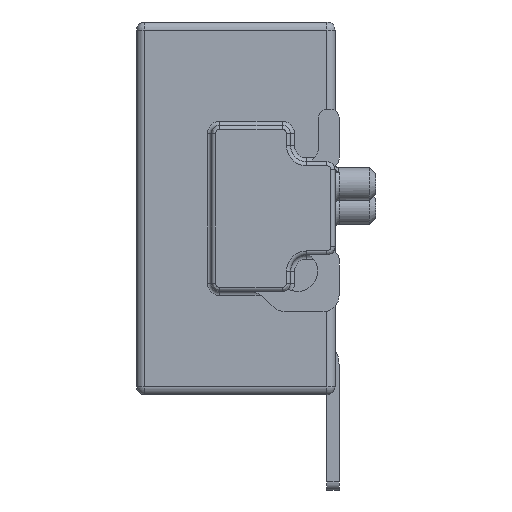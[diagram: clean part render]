
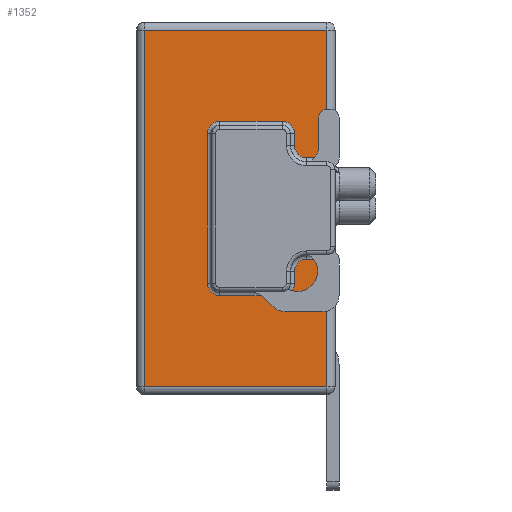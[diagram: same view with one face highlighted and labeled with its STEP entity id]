
A CAD part, left-side view. The second image highlights one B-rep face of the part: STEP entity #1352.
In plain terms, the highlighted planar face has unit normal (-1, 0, 0).
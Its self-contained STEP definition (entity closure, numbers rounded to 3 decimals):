
#966=FACE_OUTER_BOUND('',#2944,.T.);
#1352=ADVANCED_FACE('',(#966),#1716,.T.);
#1716=PLANE('',#7080);
#1966=LINE('',#10068,#2489);
#1967=LINE('',#10071,#2490);
#1968=LINE('',#10073,#2491);
#1969=LINE('',#10077,#2492);
#1970=LINE('',#10081,#2493);
#1971=LINE('',#10085,#2494);
#1972=LINE('',#10089,#2495);
#1973=LINE('',#10093,#2496);
#1974=LINE('',#10097,#2497);
#1975=LINE('',#10099,#2498);
#1976=LINE('',#10101,#2499);
#1977=LINE('',#10103,#2500);
#2489=VECTOR('',#7966,1.);
#2490=VECTOR('',#7967,1.);
#2491=VECTOR('',#7968,1.);
#2492=VECTOR('',#7971,1.);
#2493=VECTOR('',#7974,1.);
#2494=VECTOR('',#7977,1.);
#2495=VECTOR('',#7980,1.);
#2496=VECTOR('',#7983,1.);
#2497=VECTOR('',#7986,1.);
#2498=VECTOR('',#7987,1.);
#2499=VECTOR('',#7988,1.);
#2500=VECTOR('',#7989,1.);
#2944=EDGE_LOOP('',(#3511,#3512,#3513,#3514,#3515,#3516,#3517,#3518,#3519,
#3520,#3521,#3522,#3523,#3524,#3525,#3526,#3527,#3528));
#3511=ORIENTED_EDGE('',*,*,#5913,.T.);
#3512=ORIENTED_EDGE('',*,*,#5914,.T.);
#3513=ORIENTED_EDGE('',*,*,#5915,.T.);
#3514=ORIENTED_EDGE('',*,*,#5916,.T.);
#3515=ORIENTED_EDGE('',*,*,#5917,.T.);
#3516=ORIENTED_EDGE('',*,*,#5918,.T.);
#3517=ORIENTED_EDGE('',*,*,#5919,.T.);
#3518=ORIENTED_EDGE('',*,*,#5920,.T.);
#3519=ORIENTED_EDGE('',*,*,#5921,.T.);
#3520=ORIENTED_EDGE('',*,*,#5922,.T.);
#3521=ORIENTED_EDGE('',*,*,#5923,.T.);
#3522=ORIENTED_EDGE('',*,*,#5924,.T.);
#3523=ORIENTED_EDGE('',*,*,#5925,.T.);
#3524=ORIENTED_EDGE('',*,*,#5926,.T.);
#3525=ORIENTED_EDGE('',*,*,#5927,.T.);
#3526=ORIENTED_EDGE('',*,*,#5928,.T.);
#3527=ORIENTED_EDGE('',*,*,#5929,.T.);
#3528=ORIENTED_EDGE('',*,*,#5930,.T.);
#5327=VERTEX_POINT('',#10069);
#5328=VERTEX_POINT('',#10070);
#5329=VERTEX_POINT('',#10072);
#5330=VERTEX_POINT('',#10074);
#5331=VERTEX_POINT('',#10076);
#5332=VERTEX_POINT('',#10078);
#5333=VERTEX_POINT('',#10080);
#5334=VERTEX_POINT('',#10082);
#5335=VERTEX_POINT('',#10084);
#5336=VERTEX_POINT('',#10086);
#5337=VERTEX_POINT('',#10088);
#5338=VERTEX_POINT('',#10090);
#5339=VERTEX_POINT('',#10092);
#5340=VERTEX_POINT('',#10094);
#5341=VERTEX_POINT('',#10096);
#5342=VERTEX_POINT('',#10098);
#5343=VERTEX_POINT('',#10100);
#5344=VERTEX_POINT('',#10102);
#5913=EDGE_CURVE('',#5327,#5328,#1966,.T.);
#5914=EDGE_CURVE('',#5328,#5329,#1967,.T.);
#5915=EDGE_CURVE('',#5329,#5330,#1968,.T.);
#5916=EDGE_CURVE('',#5330,#5331,#6714,.T.);
#5917=EDGE_CURVE('',#5331,#5332,#1969,.T.);
#5918=EDGE_CURVE('',#5332,#5333,#6715,.T.);
#5919=EDGE_CURVE('',#5333,#5334,#1970,.T.);
#5920=EDGE_CURVE('',#5334,#5335,#6716,.T.);
#5921=EDGE_CURVE('',#5335,#5336,#1971,.T.);
#5922=EDGE_CURVE('',#5336,#5337,#6717,.T.);
#5923=EDGE_CURVE('',#5337,#5338,#1972,.T.);
#5924=EDGE_CURVE('',#5338,#5339,#6718,.T.);
#5925=EDGE_CURVE('',#5339,#5340,#1973,.T.);
#5926=EDGE_CURVE('',#5340,#5341,#6719,.T.);
#5927=EDGE_CURVE('',#5341,#5342,#1974,.T.);
#5928=EDGE_CURVE('',#5342,#5343,#1975,.T.);
#5929=EDGE_CURVE('',#5343,#5344,#1976,.T.);
#5930=EDGE_CURVE('',#5344,#5327,#1977,.T.);
#6714=CIRCLE('',#7074,0.3);
#6715=CIRCLE('',#7075,0.3);
#6716=CIRCLE('',#7076,0.3);
#6717=CIRCLE('',#7077,0.3);
#6718=CIRCLE('',#7078,0.3);
#6719=CIRCLE('',#7079,0.3);
#7074=AXIS2_PLACEMENT_3D('',#10075,#7969,#7970);
#7075=AXIS2_PLACEMENT_3D('',#10079,#7972,#7973);
#7076=AXIS2_PLACEMENT_3D('',#10083,#7975,#7976);
#7077=AXIS2_PLACEMENT_3D('',#10087,#7978,#7979);
#7078=AXIS2_PLACEMENT_3D('',#10091,#7981,#7982);
#7079=AXIS2_PLACEMENT_3D('',#10095,#7984,#7985);
#7080=AXIS2_PLACEMENT_3D('',#10104,#7990,#7991);
#7966=DIRECTION('',(0.,-1.,0.));
#7967=DIRECTION('',(0.,0.,1.));
#7968=DIRECTION('',(0.,1.,0.));
#7969=DIRECTION('',(-1.,0.,0.));
#7970=DIRECTION('',(0.,0.,1.));
#7971=DIRECTION('',(0.,0.,-1.));
#7972=DIRECTION('',(1.,0.,0.));
#7973=DIRECTION('',(0.,0.,1.));
#7974=DIRECTION('',(0.,1.,0.));
#7975=DIRECTION('',(1.,0.,0.));
#7976=DIRECTION('',(0.,0.,1.));
#7977=DIRECTION('',(0.,0.,1.));
#7978=DIRECTION('',(1.,0.,0.));
#7979=DIRECTION('',(0.,0.,1.));
#7980=DIRECTION('',(0.,-1.,0.));
#7981=DIRECTION('',(1.,0.,0.));
#7982=DIRECTION('',(0.,0.,1.));
#7983=DIRECTION('',(0.,0.,-1.));
#7984=DIRECTION('',(-1.,0.,0.));
#7985=DIRECTION('',(0.,0.,1.));
#7986=DIRECTION('',(0.,-1.,0.));
#7987=DIRECTION('',(0.,0.,1.));
#7988=DIRECTION('',(0.,1.,0.));
#7989=DIRECTION('',(0.,0.,-1.));
#7990=DIRECTION('',(-1.,0.,0.));
#7991=DIRECTION('',(0.,0.,1.));
#10068=CARTESIAN_POINT('',(-1.49,-2.25,-9.));
#10069=CARTESIAN_POINT('',(-1.49,2.25,-9.));
#10070=CARTESIAN_POINT('',(-1.49,-2.25,-9.));
#10071=CARTESIAN_POINT('',(-1.49,-2.25,-5.85));
#10072=CARTESIAN_POINT('',(-1.49,-2.25,-5.85));
#10073=CARTESIAN_POINT('',(-1.49,-2.25,-5.85));
#10074=CARTESIAN_POINT('',(-1.49,-1.75,-5.85));
#10075=CARTESIAN_POINT('',(-1.49,-1.75,-6.15));
#10076=CARTESIAN_POINT('',(-1.49,-1.45,-6.15));
#10077=CARTESIAN_POINT('',(-1.49,-1.45,-0.2));
#10078=CARTESIAN_POINT('',(-1.49,-1.45,-6.45));
#10079=CARTESIAN_POINT('',(-1.49,-1.15,-6.45));
#10080=CARTESIAN_POINT('',(-1.49,-1.15,-6.75));
#10081=CARTESIAN_POINT('',(-1.49,-2.25,-6.75));
#10082=CARTESIAN_POINT('',(-1.49,0.4,-6.75));
#10083=CARTESIAN_POINT('',(-1.49,0.4,-6.45));
#10084=CARTESIAN_POINT('',(-1.49,0.7,-6.45));
#10085=CARTESIAN_POINT('',(-1.49,0.7,-0.2));
#10086=CARTESIAN_POINT('',(-1.49,0.7,-2.75));
#10087=CARTESIAN_POINT('',(-1.49,0.4,-2.75));
#10088=CARTESIAN_POINT('',(-1.49,0.4,-2.45));
#10089=CARTESIAN_POINT('',(-1.49,-2.25,-2.45));
#10090=CARTESIAN_POINT('',(-1.49,-1.15,-2.45));
#10091=CARTESIAN_POINT('',(-1.49,-1.15,-2.75));
#10092=CARTESIAN_POINT('',(-1.49,-1.45,-2.75));
#10093=CARTESIAN_POINT('',(-1.49,-1.45,-0.2));
#10094=CARTESIAN_POINT('',(-1.49,-1.45,-3.05));
#10095=CARTESIAN_POINT('',(-1.49,-1.75,-3.05));
#10096=CARTESIAN_POINT('',(-1.49,-1.75,-3.35));
#10097=CARTESIAN_POINT('',(-1.49,-2.25,-3.35));
#10098=CARTESIAN_POINT('',(-1.49,-2.25,-3.35));
#10099=CARTESIAN_POINT('',(-1.49,-2.25,-0.2));
#10100=CARTESIAN_POINT('',(-1.49,-2.25,-0.2));
#10101=CARTESIAN_POINT('',(-1.49,2.25,-0.2));
#10102=CARTESIAN_POINT('',(-1.49,2.25,-0.2));
#10103=CARTESIAN_POINT('',(-1.49,2.25,-9.));
#10104=CARTESIAN_POINT('',(-1.49,-2.25,-0.2));
